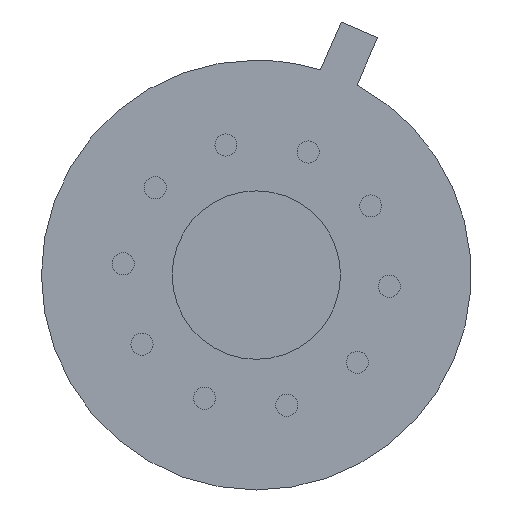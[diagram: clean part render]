
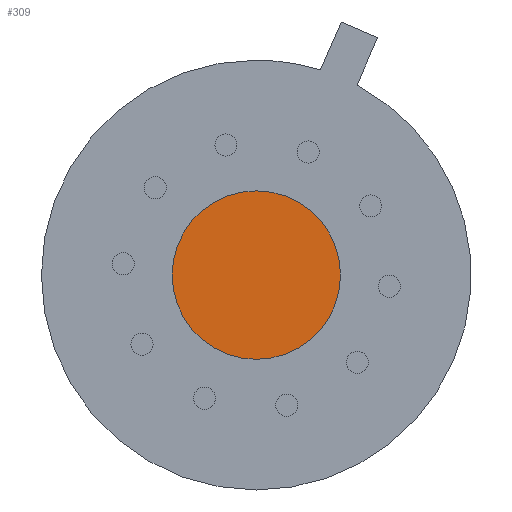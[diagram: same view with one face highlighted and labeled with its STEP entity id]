
A CAD part, front view. The second image highlights one B-rep face of the part: STEP entity #309.
In plain terms, the highlighted planar face has unit normal (0, -1, 0).
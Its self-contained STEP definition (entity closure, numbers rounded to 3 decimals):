
#222 = CIRCLE ( 'NONE', #1591, 1.842 ) ;
#238 = CARTESIAN_POINT ( 'NONE',  ( 0., -0.01, 0. ) ) ;
#241 = DIRECTION ( 'NONE',  ( 0., 0., -1. ) ) ;
#268 = PLANE ( 'NONE',  #2006 ) ;
#309 = ADVANCED_FACE ( 'NONE', ( #2024 ), #268, .T. ) ;
#422 = VERTEX_POINT ( 'NONE', #1534 ) ;
#425 = DIRECTION ( 'NONE',  ( 0., -1., 0. ) ) ;
#926 = DIRECTION ( 'NONE',  ( 0., 1., 0. ) ) ;
#930 = DIRECTION ( 'NONE',  ( 0., 1., 0. ) ) ;
#1199 = CARTESIAN_POINT ( 'NONE',  ( 0., -0.01, -1.842 ) ) ;
#1443 = EDGE_CURVE ( 'NONE', #422, #1655, #222, .T. ) ;
#1454 = CARTESIAN_POINT ( 'NONE',  ( 0., -0.01, 0. ) ) ;
#1456 = DIRECTION ( 'NONE',  ( 0., 0., 1. ) ) ;
#1465 = ORIENTED_EDGE ( 'NONE', *, *, #1768, .F. ) ;
#1498 = AXIS2_PLACEMENT_3D ( 'NONE', #238, #926, #1622 ) ;
#1534 = CARTESIAN_POINT ( 'NONE',  ( 0., -0.01, 1.842 ) ) ;
#1591 = AXIS2_PLACEMENT_3D ( 'NONE', #2115, #930, #1456 ) ;
#1622 = DIRECTION ( 'NONE',  ( 0., 0., 1. ) ) ;
#1655 = VERTEX_POINT ( 'NONE', #1199 ) ;
#1676 = EDGE_LOOP ( 'NONE', ( #1967, #1465 ) ) ;
#1768 = EDGE_CURVE ( 'NONE', #1655, #422, #1972, .T. ) ;
#1967 = ORIENTED_EDGE ( 'NONE', *, *, #1443, .F. ) ;
#1972 = CIRCLE ( 'NONE', #1498, 1.842 ) ;
#2006 = AXIS2_PLACEMENT_3D ( 'NONE', #1454, #425, #241 ) ;
#2024 = FACE_OUTER_BOUND ( 'NONE', #1676, .T. ) ;
#2115 = CARTESIAN_POINT ( 'NONE',  ( 0., -0.01, 0. ) ) ;
